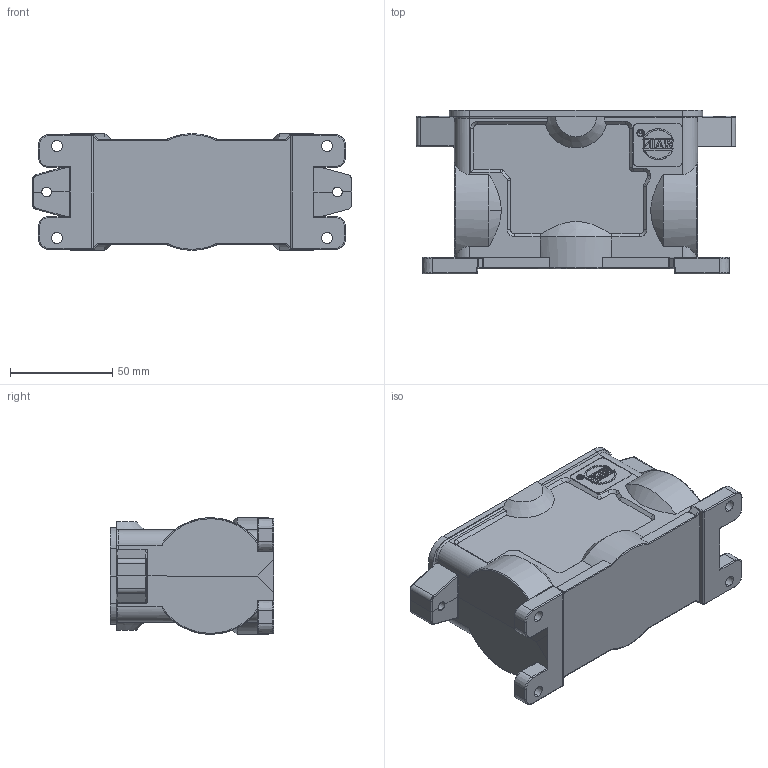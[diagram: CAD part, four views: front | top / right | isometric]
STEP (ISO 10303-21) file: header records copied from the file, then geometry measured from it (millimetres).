
FILE_DESCRIPTION((''),'2;1');
FILE_NAME('3D_1150242205003_HP24B-SFH-2H-M','2024-01-30T',('13001'),(''),'PRO/ENGINEER BY PARAMETRIC TECHNOLOGY CORPORATION, 2012480','PRO/ENGINEER BY PARAMETRIC TECHNOLOGY CORPORATION, 2012480','');
FILE_SCHEMA(('CONFIG_CONTROL_DESIGN'));
Length unit declared in the file: millimetre
Products named in the file (1): 3D_1150242205003_HP24B-SFH-2H-M
Bounding box: 156 x 80 x 57 mm (x, y, z)
Volume: 165327.2 mm3; surface area: 66378.5 mm2
Topology: 1 solids, 1 shells, 616 faces, 1648 edges, 1067 vertices
Faces by surface type: plane 320, cylinder 141, cone 68, bspline 49, torus 22, sphere 8, extrusion 8
Entity records: 21416 total; most frequent: CARTESIAN_POINT 6392, ORIENTED_EDGE 3296, DIRECTION 2855, EDGE_CURVE 1648, VERTEX_POINT 1067, VECTOR 1013, LINE 1005, AXIS2_PLACEMENT_3D 921
